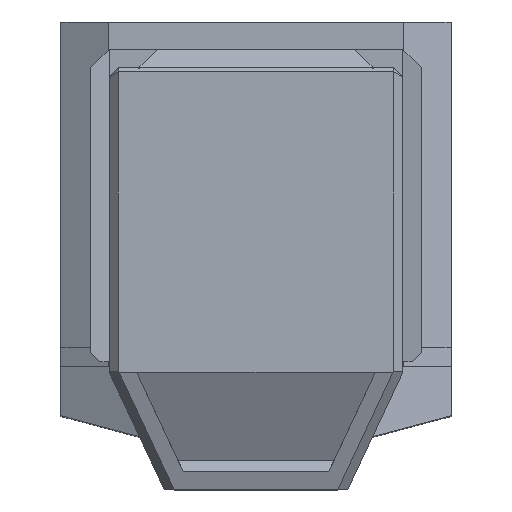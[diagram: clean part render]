
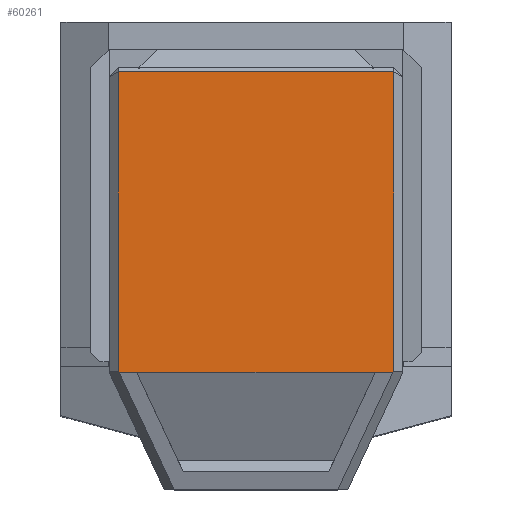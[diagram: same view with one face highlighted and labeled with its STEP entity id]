
A CAD part, top view. The second image highlights one B-rep face of the part: STEP entity #60261.
In plain terms, the highlighted face is planar.
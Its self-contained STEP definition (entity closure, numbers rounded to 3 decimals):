
#57435=DIRECTION('',(0.,0.,1.));
#57436=VECTOR('',#57435,32.59);
#57437=CARTESIAN_POINT('',(15.,-16.,
2.));
#57438=LINE('',#57437,#57436);
#57467=DIRECTION('',(-0.644,0.,0.765));
#57468=VECTOR('',#57467,0.144);
#57469=CARTESIAN_POINT('',(15.,-16.,
34.59));
#57470=LINE('',#57469,#57468);
#57491=DIRECTION('',(-1.,0.,0.));
#57492=VECTOR('',#57491,1.907);
#57493=CARTESIAN_POINT('',(-13.,-16.,34.7));
#57494=LINE('',#57493,#57492);
#57507=DIRECTION('',(-1.,0.,0.));
#57508=VECTOR('',#57507,1.907);
#57509=CARTESIAN_POINT('',(14.907,-16.,34.7));
#57510=LINE('',#57509,#57508);
#57531=DIRECTION('',(-1.,0.,0.));
#57532=VECTOR('',#57531,26.);
#57533=CARTESIAN_POINT('',(13.,-16.,34.7));
#57534=LINE('',#57533,#57532);
#57547=DIRECTION('',(-0.644,0.,-0.765));
#57548=VECTOR('',#57547,0.144);
#57549=CARTESIAN_POINT('',(-14.907,-16.,34.7));
#57550=LINE('',#57549,#57548);
#57559=DIRECTION('',(0.,0.,-1.));
#57560=VECTOR('',#57559,32.59);
#57561=CARTESIAN_POINT('',(-15.,-16.,34.59));
#57562=LINE('',#57561,#57560);
#57571=DIRECTION('',(1.,0.,0.));
#57572=VECTOR('',#57571,30.);
#57573=CARTESIAN_POINT('',(-15.,-16.,
2.));
#57574=LINE('',#57573,#57572);
#59611=CARTESIAN_POINT('',(-13.,-16.,34.7));
#59612=CARTESIAN_POINT('',(-14.907,-16.,34.7));
#59613=VERTEX_POINT('',#59611);
#59614=VERTEX_POINT('',#59612);
#59615=CARTESIAN_POINT('',(13.,-16.,34.7));
#59616=VERTEX_POINT('',#59615);
#59617=CARTESIAN_POINT('',(14.907,-16.,34.7));
#59618=VERTEX_POINT('',#59617);
#59619=CARTESIAN_POINT('',(15.,-16.,
2.));
#59621=VERTEX_POINT('',#59619);
#59623=CARTESIAN_POINT('',(15.,-16.,
34.59));
#59624=VERTEX_POINT('',#59623);
#59667=CARTESIAN_POINT('',(-15.,-16.,34.59));
#59668=VERTEX_POINT('',#59667);
#59674=CARTESIAN_POINT('',(-15.,-16.,
2.));
#59676=VERTEX_POINT('',#59674);
#60238=CARTESIAN_POINT('',(0.,-16.,18.35));
#60239=DIRECTION('',(0.,1.,0.));
#60240=DIRECTION('',(0.,0.,1.));
#60241=AXIS2_PLACEMENT_3D('',#60238,#60239,#60240);
#60242=PLANE('',#60241);
#60244=ORIENTED_EDGE('',*,*,#60243,.F.);
#60246=ORIENTED_EDGE('',*,*,#60245,.F.);
#60248=ORIENTED_EDGE('',*,*,#60247,.F.);
#60250=ORIENTED_EDGE('',*,*,#60249,.F.);
#60252=ORIENTED_EDGE('',*,*,#60251,.F.);
#60254=ORIENTED_EDGE('',*,*,#60253,.F.);
#60256=ORIENTED_EDGE('',*,*,#60255,.F.);
#60258=ORIENTED_EDGE('',*,*,#60257,.F.);
#60259=EDGE_LOOP('',(#60244,#60246,#60248,#60250,#60252,#60254,#60256,#60258));
#60260=FACE_OUTER_BOUND('',#60259,.F.);
#60261=ADVANCED_FACE('',(#60260),#60242,.F.);
#60243=EDGE_CURVE('',#59621,#59624,#57438,.T.);
#60245=EDGE_CURVE('',#59676,#59621,#57574,.T.);
#60247=EDGE_CURVE('',#59668,#59676,#57562,.T.);
#60249=EDGE_CURVE('',#59614,#59668,#57550,.T.);
#60251=EDGE_CURVE('',#59613,#59614,#57494,.T.);
#60253=EDGE_CURVE('',#59616,#59613,#57534,.T.);
#60255=EDGE_CURVE('',#59618,#59616,#57510,.T.);
#60257=EDGE_CURVE('',#59624,#59618,#57470,.T.);
